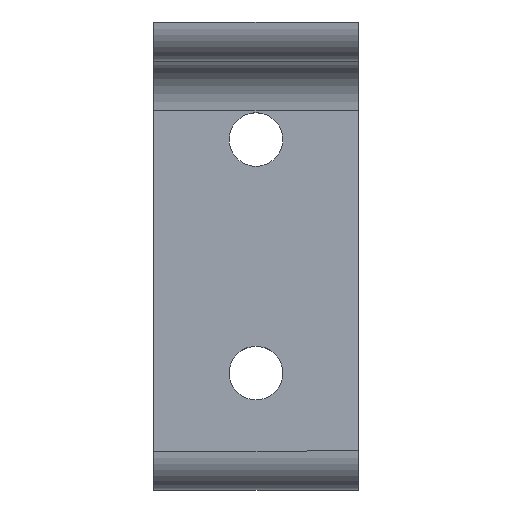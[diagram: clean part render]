
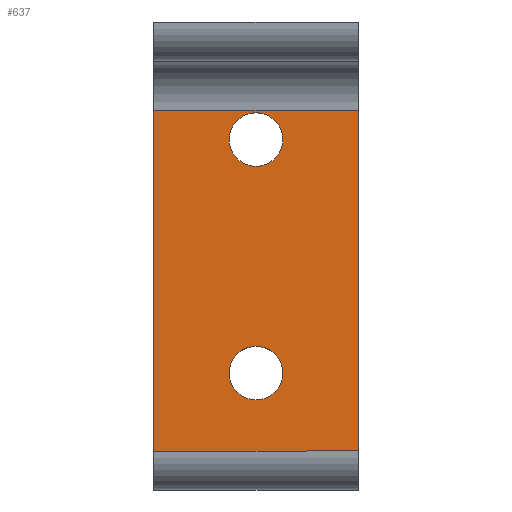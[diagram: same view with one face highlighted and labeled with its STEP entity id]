
A CAD part, top view. The second image highlights one B-rep face of the part: STEP entity #637.
In plain terms, the highlighted planar face has unit normal (0, 0, 1).
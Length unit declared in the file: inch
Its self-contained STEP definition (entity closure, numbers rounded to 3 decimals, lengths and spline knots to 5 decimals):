
#78=CARTESIAN_POINT('',(0.,-0.57813,0.25));
#79=VERTEX_POINT('',#78);
#95=CARTESIAN_POINT('',(0.,-0.92188,0.25));
#96=VERTEX_POINT('',#95);
#103=CARTESIAN_POINT('',(0.,-0.75,0.25));
#104=DIRECTION('',(0.0,0.0,-1.0));
#105=DIRECTION('',(0.0,1.0,0.0));
#106=AXIS2_PLACEMENT_3D('',#103,#104,#105);
#107=CIRCLE('',#106,0.17188);
#108=EDGE_CURVE('',#79,#96,#107,.T.);
#213=CARTESIAN_POINT('',(-0.17188,-2.25,0.25));
#214=VERTEX_POINT('',#213);
#230=CARTESIAN_POINT('',(0.17188,-2.25,0.25));
#231=VERTEX_POINT('',#230);
#238=CARTESIAN_POINT('',(0.,-2.25,0.25));
#239=DIRECTION('',(0.0,0.0,-1.0));
#240=DIRECTION('',(-1.0,0.0,0.0));
#241=AXIS2_PLACEMENT_3D('',#238,#239,#240);
#242=CIRCLE('',#241,0.17188);
#243=EDGE_CURVE('',#214,#231,#242,.T.);
#254=CARTESIAN_POINT('',(0.,-2.25,0.25));
#255=DIRECTION('',(0.0,0.0,-1.0));
#256=DIRECTION('',(-1.0,0.0,0.0));
#257=AXIS2_PLACEMENT_3D('',#254,#255,#256);
#258=CIRCLE('',#257,0.17188);
#259=EDGE_CURVE('',#231,#214,#258,.T.);
#277=CARTESIAN_POINT('',(-0.65625,-2.75,0.25));
#278=VERTEX_POINT('',#277);
#296=CARTESIAN_POINT('',(0.65625,-2.75,0.25));
#297=VERTEX_POINT('',#296);
#305=CARTESIAN_POINT('',(0.65625,-2.75,0.25));
#306=DIRECTION('',(-1.0,0.0,0.0));
#307=VECTOR('',#306,1.3125);
#308=LINE('',#305,#307);
#309=EDGE_CURVE('',#297,#278,#308,.T.);
#406=CARTESIAN_POINT('',(0.65625,-0.562,0.25));
#407=VERTEX_POINT('',#406);
#415=CARTESIAN_POINT('',(0.65625,-2.75,0.25));
#416=DIRECTION('',(0.0,1.0,0.0));
#417=VECTOR('',#416,2.188);
#418=LINE('',#415,#417);
#419=EDGE_CURVE('',#297,#407,#418,.T.);
#528=CARTESIAN_POINT('',(-0.65625,-0.562,0.25));
#529=VERTEX_POINT('',#528);
#530=CARTESIAN_POINT('',(-0.65625,-0.562,0.25));
#531=DIRECTION('',(0.0,-1.0,0.0));
#532=VECTOR('',#531,2.188);
#533=LINE('',#530,#532);
#534=EDGE_CURVE('',#529,#278,#533,.T.);
#565=CARTESIAN_POINT('',(-0.17188,-0.75,0.25));
#566=VERTEX_POINT('',#565);
#567=CARTESIAN_POINT('',(0.,-0.75,0.25));
#568=DIRECTION('',(0.0,0.0,-1.0));
#569=DIRECTION('',(0.0,1.0,0.0));
#570=AXIS2_PLACEMENT_3D('',#567,#568,#569);
#571=CIRCLE('',#570,0.17188);
#572=EDGE_CURVE('',#566,#79,#571,.T.);
#574=CARTESIAN_POINT('',(0.,-0.75,0.25));
#575=DIRECTION('',(0.0,0.0,-1.0));
#576=DIRECTION('',(0.0,1.0,0.0));
#577=AXIS2_PLACEMENT_3D('',#574,#575,#576);
#578=CIRCLE('',#577,0.17188);
#579=EDGE_CURVE('',#96,#566,#578,.T.);
#612=CARTESIAN_POINT('',(-0.65625,-1.25,0.25));
#613=DIRECTION('',(0.0,0.0,1.0));
#614=DIRECTION('',(0.0,1.0,0.0));
#615=AXIS2_PLACEMENT_3D('',#612,#613,#614);
#616=PLANE('',#615);
#617=ORIENTED_EDGE('',*,*,#419,.T.);
#618=CARTESIAN_POINT('',(-0.65625,-0.562,0.25));
#619=DIRECTION('',(1.0,0.0,0.0));
#620=VECTOR('',#619,1.3125);
#621=LINE('',#618,#620);
#622=EDGE_CURVE('',#529,#407,#621,.T.);
#623=ORIENTED_EDGE('',*,*,#622,.F.);
#624=ORIENTED_EDGE('',*,*,#534,.T.);
#625=ORIENTED_EDGE('',*,*,#309,.F.);
#626=EDGE_LOOP('',(#617,#623,#624,#625));
#627=FACE_OUTER_BOUND('',#626,.T.);
#628=ORIENTED_EDGE('',*,*,#259,.T.);
#629=ORIENTED_EDGE('',*,*,#243,.T.);
#630=EDGE_LOOP('',(#628,#629));
#631=FACE_BOUND('',#630,.T.);
#632=ORIENTED_EDGE('',*,*,#572,.T.);
#633=ORIENTED_EDGE('',*,*,#108,.T.);
#634=ORIENTED_EDGE('',*,*,#579,.T.);
#635=EDGE_LOOP('',(#632,#633,#634));
#636=FACE_BOUND('',#635,.T.);
#637=ADVANCED_FACE('',(#627,#631,#636),#616,.T.);
